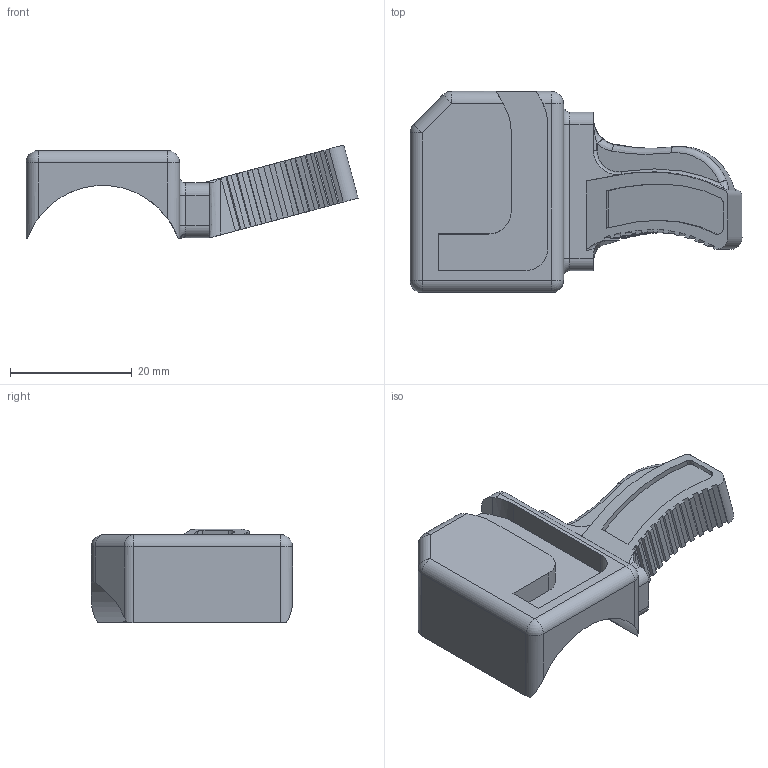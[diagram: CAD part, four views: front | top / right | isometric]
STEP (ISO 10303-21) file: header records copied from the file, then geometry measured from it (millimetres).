
FILE_DESCRIPTION(('HOOPS Exchange Step'),'2;1');
FILE_NAME('temp_export','2026-02-08T15:30:38-06:00',('mobile'),('Shapr3D Limited'),'HOOPS Exchange 2025.9','Shapr3D','Authorized');
FILE_SCHEMA( ('AP242_MANAGED_MODEL_BASED_3D_ENGINEERING_MIM_LF {1 0 10303 442 1 1 4}') );
Length unit declared in the file: millimetre
Products named in the file (3): Charging Handle; Back; root
Assembly tree (2 placements, depth 3):
  root
    Back
      Charging Handle
Bounding box: 54.47 x 33 x 15.4 mm (x, y, z)
Volume: 9184.7 mm3; surface area: 4847.6 mm2
Topology: 1 solids, 1 shells, 156 faces, 419 edges, 262 vertices
Faces by surface type: plane 71, bspline 38, cylinder 36, torus 6, sphere 5
Entity records: 8440 total; most frequent: CARTESIAN_POINT 4780, ORIENTED_EDGE 826, DIRECTION 621, EDGE_CURVE 413, VERTEX_POINT 262, VECTOR 235, LINE 235, AXIS2_PLACEMENT_3D 193
